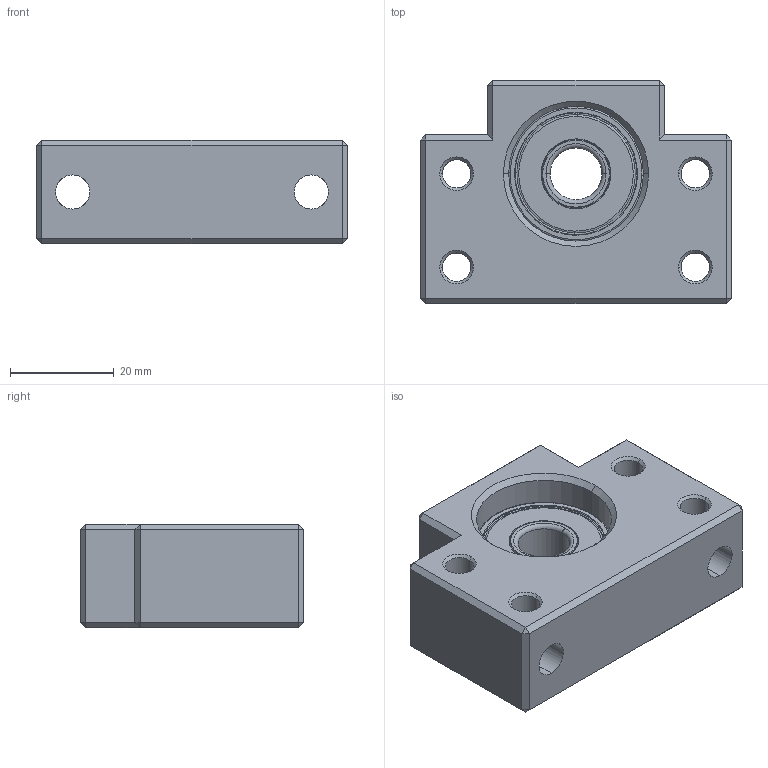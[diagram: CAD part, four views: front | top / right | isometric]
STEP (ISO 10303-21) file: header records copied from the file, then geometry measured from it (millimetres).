
FILE_DESCRIPTION(/* description */ ('Alibre Inc.'),/* implementation_level */ '2;1');
FILE_NAME(/* name */ 'export0',/* time_stamp */ '2016-07-06T17:51:53+02:00',/* author */ (''),/* organization */ (''),/* preprocessor_version */ 'ST-DEVELOPER v14',/* originating_system */ 'Alibre',/* authorisation */ '');
FILE_SCHEMA (('AUTOMOTIVE_DESIGN'));
Length unit declared in the file: millimetre
Products named in the file (14): BF12X
Bounding box: 60 x 43 x 20 mm (x, y, z)
Volume: 33949 mm3; surface area: 14766.3 mm2
Topology: 13 solids, 13 shells, 222 faces, 520 edges, 290 vertices
Faces by surface type: torus 66, plane 58, cylinder 54, cone 28, sphere 16
Entity records: 6827 total; most frequent: CARTESIAN_POINT 1567, DIRECTION 1102, ORIENTED_EDGE 944, AXIS2_PLACEMENT_3D 525, EDGE_CURVE 472, VERTEX_POINT 274, CIRCLE 264, EDGE_LOOP 250
